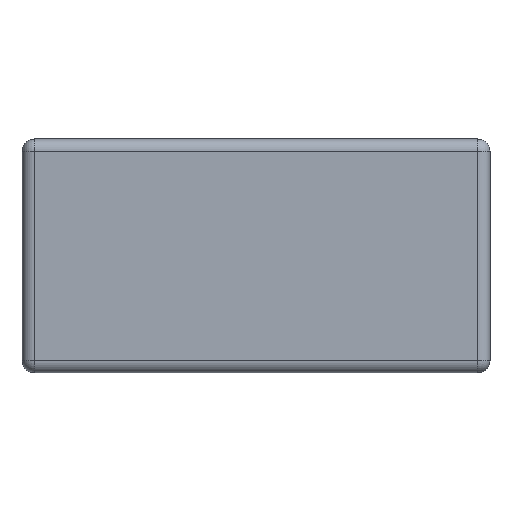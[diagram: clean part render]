
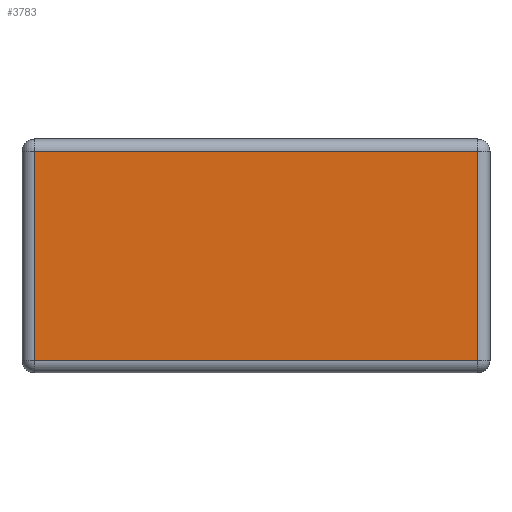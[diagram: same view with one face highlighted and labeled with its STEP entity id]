
A CAD part, left-side view. The second image highlights one B-rep face of the part: STEP entity #3783.
In plain terms, the highlighted face is planar.
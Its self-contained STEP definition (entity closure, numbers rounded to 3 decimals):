
#1987 = CYLINDRICAL_SURFACE('',#1988,0.033);
#1988 = AXIS2_PLACEMENT_3D('',#1989,#1990,#1991);
#1989 = CARTESIAN_POINT('',(0.967,0.625,0.592));
#1990 = DIRECTION('',(0.,-1.,0.));
#1991 = DIRECTION('',(1.,0.,0.));
#2063 = CYLINDRICAL_SURFACE('',#2064,0.033);
#2064 = AXIS2_PLACEMENT_3D('',#2065,#2066,#2067);
#2065 = CARTESIAN_POINT('',(0.967,0.592,0.));
#2066 = DIRECTION('',(0.,0.,1.));
#2067 = DIRECTION('',(1.,0.,0.));
#2341 = CYLINDRICAL_SURFACE('',#2342,0.033);
#2342 = AXIS2_PLACEMENT_3D('',#2343,#2344,#2345);
#2343 = CARTESIAN_POINT('',(0.967,-0.592,0.));
#2344 = DIRECTION('',(0.,0.,1.));
#2345 = DIRECTION('',(1.,0.,0.));
#2721 = EDGE_CURVE('',#2722,#2724,#2726,.T.);
#2722 = VERTEX_POINT('',#2723);
#2723 = CARTESIAN_POINT('',(1.,0.592,0.592));
#2724 = VERTEX_POINT('',#2725);
#2725 = CARTESIAN_POINT('',(1.,-0.592,0.592));
#2726 = SURFACE_CURVE('',#2727,(#2731,#2738),.PCURVE_S1.);
#2727 = LINE('',#2728,#2729);
#2728 = CARTESIAN_POINT('',(1.,0.625,0.592));
#2729 = VECTOR('',#2730,1.);
#2730 = DIRECTION('',(0.,-1.,0.));
#2731 = PCURVE('',#1987,#2732);
#2732 = DEFINITIONAL_REPRESENTATION('',(#2733),#2737);
#2733 = LINE('',#2734,#2735);
#2734 = CARTESIAN_POINT('',(0.,0.));
#2735 = VECTOR('',#2736,1.);
#2736 = DIRECTION('',(0.,1.));
#2737 = ( GEOMETRIC_REPRESENTATION_CONTEXT(2) 
PARAMETRIC_REPRESENTATION_CONTEXT() REPRESENTATION_CONTEXT('2D SPACE',''
  ) );
#2738 = PCURVE('',#2739,#2744);
#2739 = PLANE('',#2740);
#2740 = AXIS2_PLACEMENT_3D('',#2741,#2742,#2743);
#2741 = CARTESIAN_POINT('',(1.,0.625,0.));
#2742 = DIRECTION('',(-1.,0.,0.));
#2743 = DIRECTION('',(0.,0.,1.));
#2744 = DEFINITIONAL_REPRESENTATION('',(#2745),#2749);
#2745 = LINE('',#2746,#2747);
#2746 = CARTESIAN_POINT('',(0.592,0.));
#2747 = VECTOR('',#2748,1.);
#2748 = DIRECTION('',(0.,-1.));
#2749 = ( GEOMETRIC_REPRESENTATION_CONTEXT(2) 
PARAMETRIC_REPRESENTATION_CONTEXT() REPRESENTATION_CONTEXT('2D SPACE',''
  ) );
#2828 = VERTEX_POINT('',#2829);
#2829 = CARTESIAN_POINT('',(1.,0.592,0.033));
#2879 = EDGE_CURVE('',#2828,#2722,#2880,.T.);
#2880 = SURFACE_CURVE('',#2881,(#2885,#2892),.PCURVE_S1.);
#2881 = LINE('',#2882,#2883);
#2882 = CARTESIAN_POINT('',(1.,0.592,0.));
#2883 = VECTOR('',#2884,1.);
#2884 = DIRECTION('',(0.,0.,1.));
#2885 = PCURVE('',#2063,#2886);
#2886 = DEFINITIONAL_REPRESENTATION('',(#2887),#2891);
#2887 = LINE('',#2888,#2889);
#2888 = CARTESIAN_POINT('',(0.,0.));
#2889 = VECTOR('',#2890,1.);
#2890 = DIRECTION('',(0.,1.));
#2891 = ( GEOMETRIC_REPRESENTATION_CONTEXT(2) 
PARAMETRIC_REPRESENTATION_CONTEXT() REPRESENTATION_CONTEXT('2D SPACE',''
  ) );
#2892 = PCURVE('',#2739,#2893);
#2893 = DEFINITIONAL_REPRESENTATION('',(#2894),#2898);
#2894 = LINE('',#2895,#2896);
#2895 = CARTESIAN_POINT('',(0.,-0.033));
#2896 = VECTOR('',#2897,1.);
#2897 = DIRECTION('',(1.,0.));
#2898 = ( GEOMETRIC_REPRESENTATION_CONTEXT(2) 
PARAMETRIC_REPRESENTATION_CONTEXT() REPRESENTATION_CONTEXT('2D SPACE',''
  ) );
#3315 = VERTEX_POINT('',#3316);
#3316 = CARTESIAN_POINT('',(1.,-0.592,0.033));
#3366 = EDGE_CURVE('',#3315,#2724,#3367,.T.);
#3367 = SURFACE_CURVE('',#3368,(#3372,#3379),.PCURVE_S1.);
#3368 = LINE('',#3369,#3370);
#3369 = CARTESIAN_POINT('',(1.,-0.592,0.));
#3370 = VECTOR('',#3371,1.);
#3371 = DIRECTION('',(0.,0.,1.));
#3372 = PCURVE('',#2341,#3373);
#3373 = DEFINITIONAL_REPRESENTATION('',(#3374),#3378);
#3374 = LINE('',#3375,#3376);
#3375 = CARTESIAN_POINT('',(-0.,0.));
#3376 = VECTOR('',#3377,1.);
#3377 = DIRECTION('',(-0.,1.));
#3378 = ( GEOMETRIC_REPRESENTATION_CONTEXT(2) 
PARAMETRIC_REPRESENTATION_CONTEXT() REPRESENTATION_CONTEXT('2D SPACE',''
  ) );
#3379 = PCURVE('',#2739,#3380);
#3380 = DEFINITIONAL_REPRESENTATION('',(#3381),#3385);
#3381 = LINE('',#3382,#3383);
#3382 = CARTESIAN_POINT('',(0.,-1.217));
#3383 = VECTOR('',#3384,1.);
#3384 = DIRECTION('',(1.,0.));
#3385 = ( GEOMETRIC_REPRESENTATION_CONTEXT(2) 
PARAMETRIC_REPRESENTATION_CONTEXT() REPRESENTATION_CONTEXT('2D SPACE',''
  ) );
#3783 = ADVANCED_FACE('',(#3784),#2739,.F.);
#3784 = FACE_BOUND('',#3785,.F.);
#3785 = EDGE_LOOP('',(#3786,#3812,#3813,#3814));
#3786 = ORIENTED_EDGE('',*,*,#3787,.T.);
#3787 = EDGE_CURVE('',#2828,#3315,#3788,.T.);
#3788 = SURFACE_CURVE('',#3789,(#3793,#3800),.PCURVE_S1.);
#3789 = LINE('',#3790,#3791);
#3790 = CARTESIAN_POINT('',(1.,0.625,0.033));
#3791 = VECTOR('',#3792,1.);
#3792 = DIRECTION('',(0.,-1.,0.));
#3793 = PCURVE('',#2739,#3794);
#3794 = DEFINITIONAL_REPRESENTATION('',(#3795),#3799);
#3795 = LINE('',#3796,#3797);
#3796 = CARTESIAN_POINT('',(0.033,0.));
#3797 = VECTOR('',#3798,1.);
#3798 = DIRECTION('',(0.,-1.));
#3799 = ( GEOMETRIC_REPRESENTATION_CONTEXT(2) 
PARAMETRIC_REPRESENTATION_CONTEXT() REPRESENTATION_CONTEXT('2D SPACE',''
  ) );
#3800 = PCURVE('',#3801,#3806);
#3801 = CYLINDRICAL_SURFACE('',#3802,0.033);
#3802 = AXIS2_PLACEMENT_3D('',#3803,#3804,#3805);
#3803 = CARTESIAN_POINT('',(0.967,0.625,0.033));
#3804 = DIRECTION('',(0.,-1.,0.));
#3805 = DIRECTION('',(0.,0.,-1.));
#3806 = DEFINITIONAL_REPRESENTATION('',(#3807),#3811);
#3807 = LINE('',#3808,#3809);
#3808 = CARTESIAN_POINT('',(1.571,0.));
#3809 = VECTOR('',#3810,1.);
#3810 = DIRECTION('',(0.,1.));
#3811 = ( GEOMETRIC_REPRESENTATION_CONTEXT(2) 
PARAMETRIC_REPRESENTATION_CONTEXT() REPRESENTATION_CONTEXT('2D SPACE',''
  ) );
#3812 = ORIENTED_EDGE('',*,*,#3366,.T.);
#3813 = ORIENTED_EDGE('',*,*,#2721,.F.);
#3814 = ORIENTED_EDGE('',*,*,#2879,.F.);
